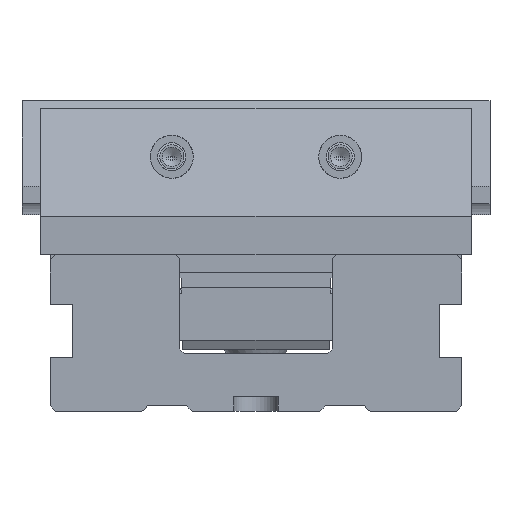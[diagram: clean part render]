
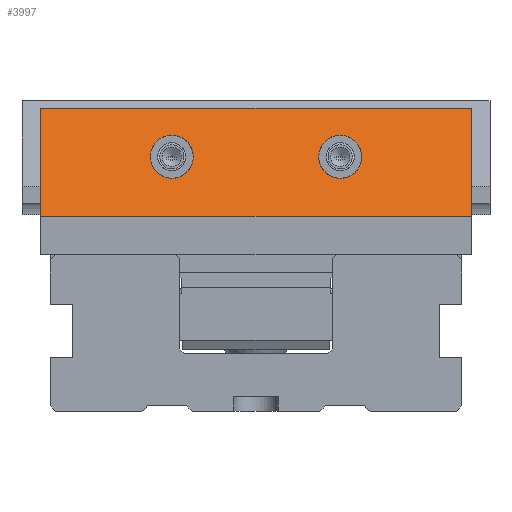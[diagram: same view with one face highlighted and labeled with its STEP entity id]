
A CAD part, front view. The second image highlights one B-rep face of the part: STEP entity #3997.
In plain terms, the highlighted planar face has unit normal (0, -0.924, 0.383).
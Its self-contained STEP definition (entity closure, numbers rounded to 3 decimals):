
#330=FACE_BOUND('',#5097,.T.);
#331=FACE_BOUND('',#5098,.T.);
#332=FACE_BOUND('',#5099,.T.);
#571=ELLIPSE('',#11343,6.224,5.75);
#572=ELLIPSE('',#11344,6.224,5.75);
#3997=ADVANCED_FACE('',(#330,#331,#332),#4398,.F.);
#4398=PLANE('',#11345);
#5097=EDGE_LOOP('',(#6339));
#5098=EDGE_LOOP('',(#6340));
#5099=EDGE_LOOP('',(#6341,#6342,#6343,#6344));
#6339=ORIENTED_EDGE('',*,*,#8908,.T.);
#6340=ORIENTED_EDGE('',*,*,#8909,.T.);
#6341=ORIENTED_EDGE('',*,*,#8874,.T.);
#6342=ORIENTED_EDGE('',*,*,#8891,.T.);
#6343=ORIENTED_EDGE('',*,*,#8884,.T.);
#6344=ORIENTED_EDGE('',*,*,#8897,.T.);
#7985=VERTEX_POINT('',#15163);
#7986=VERTEX_POINT('',#15165);
#7993=VERTEX_POINT('',#15182);
#7994=VERTEX_POINT('',#15184);
#8005=VERTEX_POINT('',#15229);
#8006=VERTEX_POINT('',#15231);
#8874=EDGE_CURVE('',#7986,#7985,#9845,.T.);
#8884=EDGE_CURVE('',#7994,#7993,#9854,.T.);
#8891=EDGE_CURVE('',#7985,#7994,#9861,.T.);
#8897=EDGE_CURVE('',#7993,#7986,#9865,.T.);
#8908=EDGE_CURVE('',#8005,#8005,#571,.T.);
#8909=EDGE_CURVE('',#8006,#8006,#572,.T.);
#9845=LINE('',#15164,#10597);
#9854=LINE('',#15183,#10606);
#9861=LINE('',#15196,#10613);
#9865=LINE('',#15208,#10617);
#10597=VECTOR('',#12595,1.);
#10606=VECTOR('',#12608,1.);
#10613=VECTOR('',#12617,1.);
#10617=VECTOR('',#12631,1.);
#11343=AXIS2_PLACEMENT_3D('',#15228,#12658,#12659);
#11344=AXIS2_PLACEMENT_3D('',#15230,#12660,#12661);
#11345=AXIS2_PLACEMENT_3D('',#15232,#12662,#12663);
#12595=DIRECTION('',(0.,0.383,0.924));
#12608=DIRECTION('',(0.,-0.383,-0.924));
#12617=DIRECTION('',(-1.,0.,0.));
#12631=DIRECTION('',(1.,0.,0.));
#12658=DIRECTION('',(0.,0.924,-0.383));
#12659=DIRECTION('',(0.,0.383,0.924));
#12660=DIRECTION('',(0.,0.924,-0.383));
#12661=DIRECTION('',(0.,0.383,0.924));
#12662=DIRECTION('',(0.,0.924,-0.383));
#12663=DIRECTION('',(0.,-0.383,-0.924));
#15163=CARTESIAN_POINT('',(112.5,11.938,29.098));
#15164=CARTESIAN_POINT('',(112.5,14.372,34.974));
#15165=CARTESIAN_POINT('',(112.5,0.,0.277));
#15182=CARTESIAN_POINT('',(-2.5,0.,0.277));
#15183=CARTESIAN_POINT('',(-2.5,14.372,34.974));
#15184=CARTESIAN_POINT('',(-2.5,11.938,29.098));
#15196=CARTESIAN_POINT('',(55.,11.938,29.098));
#15208=CARTESIAN_POINT('',(-2.5,0.,0.277));
#15228=CARTESIAN_POINT('',(77.5,6.553,16.098));
#15229=CARTESIAN_POINT('',(77.5,8.935,21.848));
#15230=CARTESIAN_POINT('',(32.5,6.553,16.098));
#15231=CARTESIAN_POINT('',(32.5,8.935,21.848));
#15232=CARTESIAN_POINT('',(117.75,18.472,44.873));
